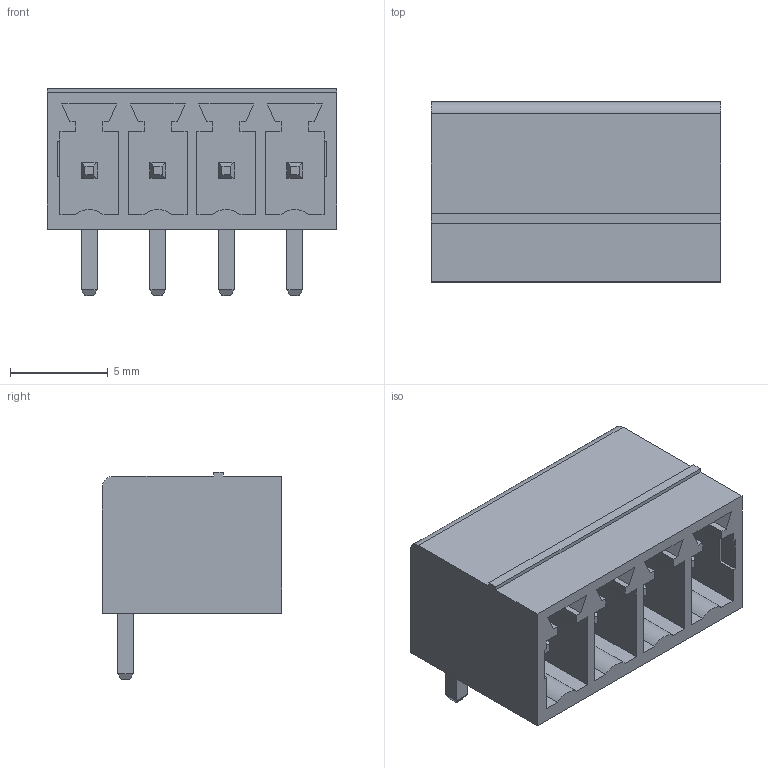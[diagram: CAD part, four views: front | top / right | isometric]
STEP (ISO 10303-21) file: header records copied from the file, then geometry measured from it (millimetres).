
FILE_DESCRIPTION (( 'STEP AP214' ), '1' );
FILE_NAME ('F5C91F1B-83FB-450D-8324-0E88E076D856.STEP', '2023-03-24T10:12:42', ( '' ), ( '' ), 'SwSTEP 2.0', 'SolidWorks 2022', '' );
FILE_SCHEMA (( 'AUTOMOTIVE_DESIGN' ));
Length unit declared in the file: millimetre
Products named in the file (1): F5C91F1B-83FB-450D-8324-0E88E076D856
Bounding box: 14.8 x 9.2 x 10.6 mm (x, y, z)
Volume: 501.1 mm3; surface area: 1375.4 mm2
Topology: 5 solids, 5 shells, 227 faces, 579 edges, 362 vertices
Faces by surface type: plane 214, cylinder 13
Entity records: 6729 total; most frequent: CARTESIAN_POINT 1169, ORIENTED_EDGE 1158, DIRECTION 1061, EDGE_CURVE 579, VECTOR 553, LINE 553, VERTEX_POINT 362, AXIS2_PLACEMENT_3D 254
